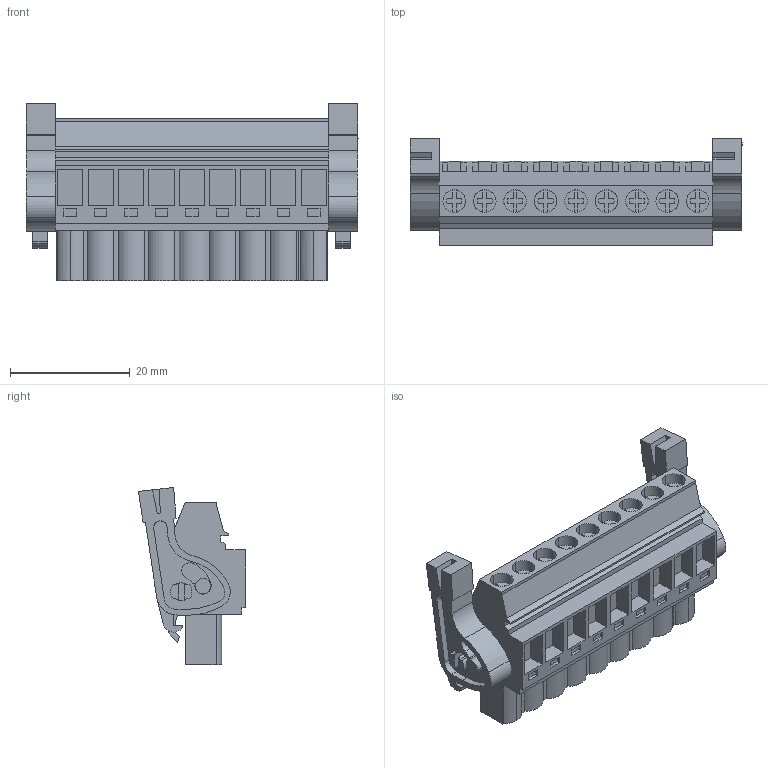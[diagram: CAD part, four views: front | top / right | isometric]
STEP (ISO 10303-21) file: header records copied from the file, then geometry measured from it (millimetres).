
FILE_DESCRIPTION(('CATIA V5 STEP','CAx-IF Rec.Pracs.--- Model Styling and Organization---1.2---2011-12-15'),'2;1');
FILE_NAME ('D1460098_0_1947600000_1947600000.stp','2017-09-09T10:49:17+00:00',('none'),('Weidmueller'),'CATIA Version 5-6 Release 2014','CATIA V5 STEP AP214','none');
FILE_SCHEMA(('AUTOMOTIVE_DESIGN { 1 0 10303 214 1 1 1 1 }'));
Length unit declared in the file: millimetre
Products named in the file (1): 1947600000
Bounding box: 55.42 x 17.88 x 29.56 mm (x, y, z)
Volume: 11570.4 mm3; surface area: 8115.4 mm2
Topology: 12 solids, 12 shells, 750 faces, 2085 edges, 1406 vertices
Faces by surface type: plane 595, cylinder 151, extrusion 4
Entity records: 22765 total; most frequent: CARTESIAN_POINT 4386, ORIENTED_EDGE 4170, DIRECTION 3095, EDGE_CURVE 2085, VECTOR 1723, LINE 1719, VERTEX_POINT 1406, AXIS2_PLACEMENT_3D 842
